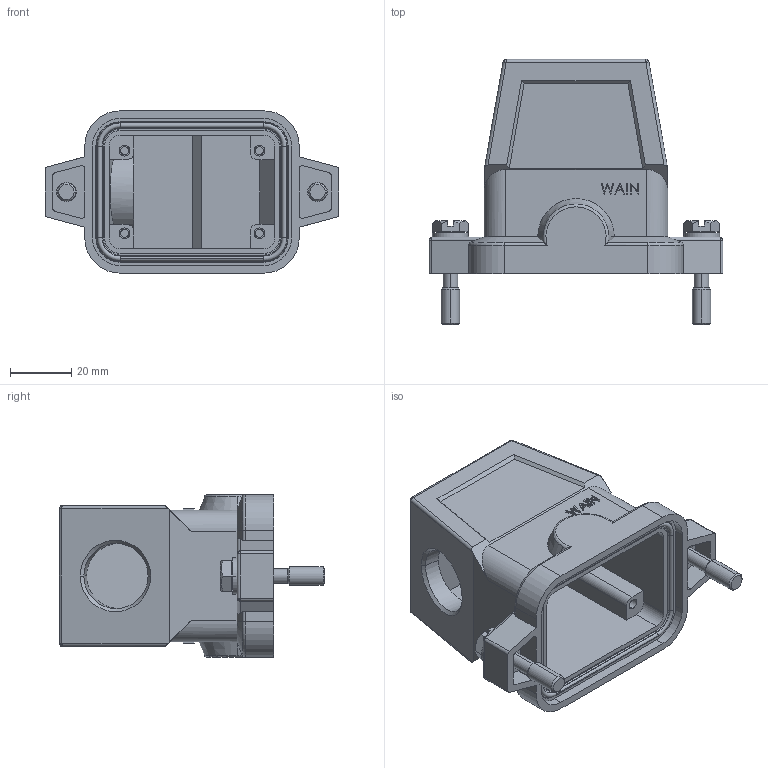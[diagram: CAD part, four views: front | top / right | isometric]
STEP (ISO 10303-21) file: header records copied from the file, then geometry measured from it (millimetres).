
FILE_DESCRIPTION((''),'2;1');
FILE_NAME('3D_1150065205110_HP6B-SEH-2S-PG','2024-01-26T',('13001'),(''),'PRO/ENGINEER BY PARAMETRIC TECHNOLOGY CORPORATION, 2012480','PRO/ENGINEER BY PARAMETRIC TECHNOLOGY CORPORATION, 2012480','');
FILE_SCHEMA(('CONFIG_CONTROL_DESIGN'));
Length unit declared in the file: millimetre
Products named in the file (1): 3D_1150065205110_HP6B-SEH-2S-PG
Bounding box: 96 x 86.6 x 53 mm (x, y, z)
Volume: 78792 mm3; surface area: 36306.9 mm2
Topology: 1 solids, 1 shells, 436 faces, 1099 edges, 687 vertices
Faces by surface type: plane 239, cylinder 127, cone 28, torus 26, sphere 16
Entity records: 13134 total; most frequent: CARTESIAN_POINT 2571, DIRECTION 2216, ORIENTED_EDGE 2166, EDGE_CURVE 1083, AXIS2_PLACEMENT_3D 758, VECTOR 700, LINE 700, VERTEX_POINT 687
